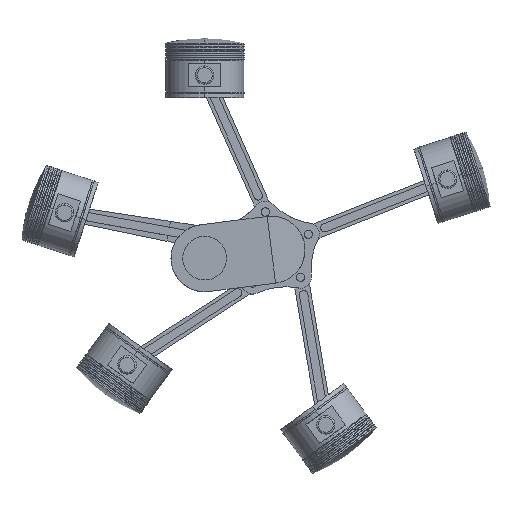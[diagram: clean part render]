
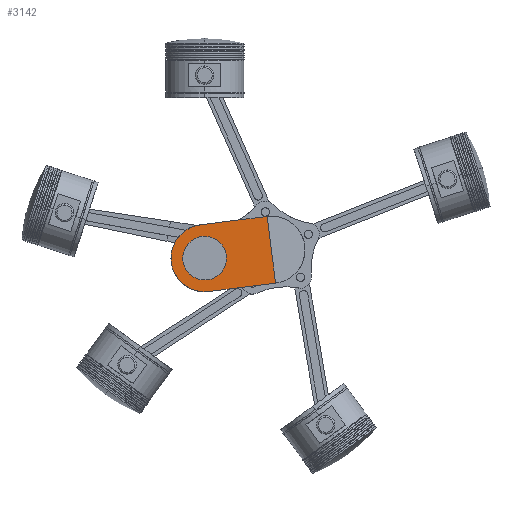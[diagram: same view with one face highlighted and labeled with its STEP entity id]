
A CAD part, front view. The second image highlights one B-rep face of the part: STEP entity #3142.
In plain terms, the highlighted planar face has unit normal (0, -1, 0).
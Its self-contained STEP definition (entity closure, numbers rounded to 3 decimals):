
#177 = VERTEX_POINT ( 'NONE', #7416 ) ;
#229 = VERTEX_POINT ( 'NONE', #5665 ) ;
#368 = CARTESIAN_POINT ( 'NONE',  ( 0., -50., -40. ) ) ;
#379 = CARTESIAN_POINT ( 'NONE',  ( 0., -50., 40. ) ) ;
#449 = DIRECTION ( 'NONE',  ( 0., 0., -1. ) ) ;
#471 = LINE ( 'NONE', #368, #6202 ) ;
#625 = CARTESIAN_POINT ( 'NONE',  ( 0., -50., 0. ) ) ;
#684 = DIRECTION ( 'NONE',  ( 0., 0., -1. ) ) ;
#767 = EDGE_LOOP ( 'NONE', ( #6991, #3239, #6740, #5845 ) ) ;
#1182 = FACE_OUTER_BOUND ( 'NONE', #767, .T. ) ;
#1187 = CIRCLE ( 'NONE', #1189, 26. ) ;
#1189 = AXIS2_PLACEMENT_3D ( 'NONE', #4430, #2465, #449 ) ;
#1323 = CARTESIAN_POINT ( 'NONE',  ( 0., -50., -40. ) ) ;
#1363 = DIRECTION ( 'NONE',  ( 0., -1., 0. ) ) ;
#1772 = AXIS2_PLACEMENT_3D ( 'NONE', #7084, #5822, #684 ) ;
#2072 = DIRECTION ( 'NONE',  ( 0., -1., 0. ) ) ;
#2155 = AXIS2_PLACEMENT_3D ( 'NONE', #625, #2072, #4476 ) ;
#2380 = DIRECTION ( 'NONE',  ( 0., 0., 1. ) ) ;
#2453 = CIRCLE ( 'NONE', #2530, 40. ) ;
#2465 = DIRECTION ( 'NONE',  ( 0., -1., 0. ) ) ;
#2530 = AXIS2_PLACEMENT_3D ( 'NONE', #4626, #1363, #5849 ) ;
#2958 = EDGE_CURVE ( 'NONE', #5489, #8361, #3618, .T. ) ;
#3142 = ADVANCED_FACE ( 'NONE', ( #1182, #4026 ), #5752, .T. ) ;
#3196 = EDGE_CURVE ( 'NONE', #229, #177, #6661, .T. ) ;
#3239 = ORIENTED_EDGE ( 'NONE', *, *, #7442, .T. ) ;
#3498 = EDGE_LOOP ( 'NONE', ( #3931, #5861 ) ) ;
#3501 = VECTOR ( 'NONE', #7479, 1000. ) ;
#3618 = LINE ( 'NONE', #5535, #3501 ) ;
#3735 = VERTEX_POINT ( 'NONE', #6887 ) ;
#3931 = ORIENTED_EDGE ( 'NONE', *, *, #3196, .F. ) ;
#4026 = FACE_BOUND ( 'NONE', #3498, .T. ) ;
#4210 = VECTOR ( 'NONE', #2380, 1000. ) ;
#4430 = CARTESIAN_POINT ( 'NONE',  ( 80., -50., 0. ) ) ;
#4476 = DIRECTION ( 'NONE',  ( 0., 0., -1. ) ) ;
#4626 = CARTESIAN_POINT ( 'NONE',  ( 80., -50., 0. ) ) ;
#4828 = DIRECTION ( 'NONE',  ( 1., 0., 0. ) ) ;
#5489 = VERTEX_POINT ( 'NONE', #6211 ) ;
#5535 = CARTESIAN_POINT ( 'NONE',  ( 0., -50., 40. ) ) ;
#5665 = CARTESIAN_POINT ( 'NONE',  ( 80., -50., 26. ) ) ;
#5752 = PLANE ( 'NONE',  #2155 ) ;
#5822 = DIRECTION ( 'NONE',  ( 0., -1., 0. ) ) ;
#5845 = ORIENTED_EDGE ( 'NONE', *, *, #2958, .T. ) ;
#5849 = DIRECTION ( 'NONE',  ( 0., 0., 1. ) ) ;
#5861 = ORIENTED_EDGE ( 'NONE', *, *, #8371, .F. ) ;
#5992 = CARTESIAN_POINT ( 'NONE',  ( 80., -50., -40. ) ) ;
#6202 = VECTOR ( 'NONE', #4828, 1000. ) ;
#6211 = CARTESIAN_POINT ( 'NONE',  ( 80., -50., 40. ) ) ;
#6661 = CIRCLE ( 'NONE', #1772, 26. ) ;
#6740 = ORIENTED_EDGE ( 'NONE', *, *, #6874, .T. ) ;
#6772 = VERTEX_POINT ( 'NONE', #5992 ) ;
#6874 = EDGE_CURVE ( 'NONE', #6772, #5489, #2453, .T. ) ;
#6887 = CARTESIAN_POINT ( 'NONE',  ( 0., -50., -40. ) ) ;
#6991 = ORIENTED_EDGE ( 'NONE', *, *, #8068, .F. ) ;
#7021 = LINE ( 'NONE', #1323, #4210 ) ;
#7084 = CARTESIAN_POINT ( 'NONE',  ( 80., -50., 0. ) ) ;
#7416 = CARTESIAN_POINT ( 'NONE',  ( 80., -50., -26. ) ) ;
#7442 = EDGE_CURVE ( 'NONE', #3735, #6772, #471, .T. ) ;
#7479 = DIRECTION ( 'NONE',  ( -1., 0., 0. ) ) ;
#8068 = EDGE_CURVE ( 'NONE', #3735, #8361, #7021, .T. ) ;
#8361 = VERTEX_POINT ( 'NONE', #379 ) ;
#8371 = EDGE_CURVE ( 'NONE', #177, #229, #1187, .T. ) ;
